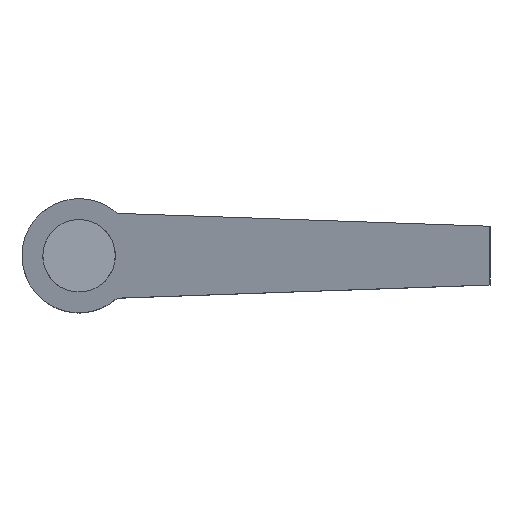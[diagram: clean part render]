
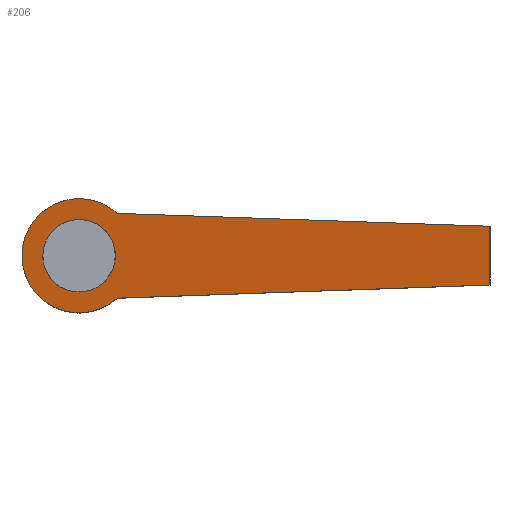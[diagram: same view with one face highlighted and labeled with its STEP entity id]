
A CAD part, top view. The second image highlights one B-rep face of the part: STEP entity #206.
In plain terms, the highlighted planar face has unit normal (-0.259, 0, 0.966).
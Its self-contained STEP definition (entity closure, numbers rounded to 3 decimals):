
#4 = VERTEX_POINT ( 'NONE', #472 ) ;
#5 =( BOUNDED_CURVE ( )  B_SPLINE_CURVE ( 3, ( #272, #368, #121, #217 ),
 .UNSPECIFIED., .F., .T. ) 
 B_SPLINE_CURVE_WITH_KNOTS ( ( 4, 4 ),
 ( 3.142, 6.283 ),
 .UNSPECIFIED. ) 
 CURVE ( )  GEOMETRIC_REPRESENTATION_ITEM ( )  RATIONAL_B_SPLINE_CURVE ( ( 1., 0.333, 0.333, 1. ) ) 
 REPRESENTATION_ITEM ( '' )  );
#10 = EDGE_CURVE ( 'NONE', #431, #332, #5, .T. ) ;
#36 = EDGE_LOOP ( 'NONE', ( #170, #645, #545, #297, #147 ) ) ;
#44 = LINE ( 'NONE', #374, #187 ) ;
#104 = CARTESIAN_POINT ( 'NONE',  ( -5.55, 11.1, 26.632 ) ) ;
#109 = DIRECTION ( 'NONE',  ( -0.965, 0.034, -0.259 ) ) ;
#115 = CARTESIAN_POINT ( 'NONE',  ( -0.693, 12.404, 27.933 ) ) ;
#121 = CARTESIAN_POINT ( 'NONE',  ( -5.55, -11.1, 26.632 ) ) ;
#135 =( BOUNDED_CURVE ( )  B_SPLINE_CURVE ( 3, ( #451, #514, #115, #160 ),
 .UNSPECIFIED., .F., .F. ) 
 B_SPLINE_CURVE_WITH_KNOTS ( ( 4, 4 ),
 ( 0., 2.304 ),
 .UNSPECIFIED. ) 
 CURVE ( )  GEOMETRIC_REPRESENTATION_ITEM ( )  RATIONAL_B_SPLINE_CURVE ( ( 1., 0.604, 0.604, 1. ) ) 
 REPRESENTATION_ITEM ( '' )  );
#141 = ORIENTED_EDGE ( 'NONE', *, *, #10, .T. ) ;
#143 = VECTOR ( 'NONE', #355, 1000. ) ;
#145 = ORIENTED_EDGE ( 'NONE', *, *, #467, .T. ) ;
#146 = CARTESIAN_POINT ( 'NONE',  ( -9.75, -9.75, 25.507 ) ) ;
#147 = ORIENTED_EDGE ( 'NONE', *, *, #488, .F. ) ;
#157 = CARTESIAN_POINT ( 'NONE',  ( 63.001, 4.505, 45. ) ) ;
#160 = CARTESIAN_POINT ( 'NONE',  ( 5.858, 6.5, 29.689 ) ) ;
#170 = ORIENTED_EDGE ( 'NONE', *, *, #483, .T. ) ;
#171 = DIRECTION ( 'NONE',  ( 0., 1., 0. ) ) ;
#180 = EDGE_LOOP ( 'NONE', ( #145, #141 ) ) ;
#187 = VECTOR ( 'NONE', #171, 1000. ) ;
#202 = CARTESIAN_POINT ( 'NONE',  ( -5.55, 0., 26.632 ) ) ;
#206 = ADVANCED_FACE ( 'NONE', ( #476, #441 ), #486, .T. ) ;
#212 = CARTESIAN_POINT ( 'NONE',  ( 5.858, -6.5, 29.689 ) ) ;
#217 = CARTESIAN_POINT ( 'NONE',  ( -5.55, 0., 26.632 ) ) ;
#269 = LINE ( 'NONE', #212, #143 ) ;
#272 = CARTESIAN_POINT ( 'NONE',  ( 5.55, 0., 29.606 ) ) ;
#276 = VERTEX_POINT ( 'NONE', #434 ) ;
#297 = ORIENTED_EDGE ( 'NONE', *, *, #530, .F. ) ;
#302 = LINE ( 'NONE', #602, #504 ) ;
#303 = CARTESIAN_POINT ( 'NONE',  ( -8.75, 0., 25.775 ) ) ;
#332 = VERTEX_POINT ( 'NONE', #491 ) ;
#355 = DIRECTION ( 'NONE',  ( 0.965, 0.034, 0.259 ) ) ;
#368 = CARTESIAN_POINT ( 'NONE',  ( 5.55, -11.1, 29.606 ) ) ;
#374 = CARTESIAN_POINT ( 'NONE',  ( 63.001, -9.75, 45. ) ) ;
#388 = DIRECTION ( 'NONE',  ( -0.259, 0., 0.966 ) ) ;
#401 = CARTESIAN_POINT ( 'NONE',  ( 5.858, 6.5, 29.689 ) ) ;
#404 = CARTESIAN_POINT ( 'NONE',  ( 5.55, 0., 29.606 ) ) ;
#421 = VERTEX_POINT ( 'NONE', #157 ) ;
#427 = EDGE_CURVE ( 'NONE', #421, #452, #302, .T. ) ;
#431 = VERTEX_POINT ( 'NONE', #404 ) ;
#434 = CARTESIAN_POINT ( 'NONE',  ( 63.001, -4.505, 45. ) ) ;
#441 = FACE_OUTER_BOUND ( 'NONE', #36, .T. ) ;
#443 = CARTESIAN_POINT ( 'NONE',  ( 5.858, -6.5, 29.689 ) ) ;
#451 = CARTESIAN_POINT ( 'NONE',  ( -8.75, 0., 25.775 ) ) ;
#452 = VERTEX_POINT ( 'NONE', #401 ) ;
#467 = EDGE_CURVE ( 'NONE', #332, #431, #601, .T. ) ;
#468 = CARTESIAN_POINT ( 'NONE',  ( -8.75, 0., 25.775 ) ) ;
#472 = CARTESIAN_POINT ( 'NONE',  ( 5.858, -6.5, 29.689 ) ) ;
#476 = FACE_BOUND ( 'NONE', #180, .T. ) ;
#483 = EDGE_CURVE ( 'NONE', #4, #276, #269, .T. ) ;
#484 =( BOUNDED_CURVE ( )  B_SPLINE_CURVE ( 3, ( #443, #553, #566, #303 ),
 .UNSPECIFIED., .F., .F. ) 
 B_SPLINE_CURVE_WITH_KNOTS ( ( 4, 4 ),
 ( 3.979, 6.283 ),
 .UNSPECIFIED. ) 
 CURVE ( )  GEOMETRIC_REPRESENTATION_ITEM ( )  RATIONAL_B_SPLINE_CURVE ( ( 1., 0.604, 0.604, 1. ) ) 
 REPRESENTATION_ITEM ( '' )  );
#486 = PLANE ( 'NONE',  #617 ) ;
#488 = EDGE_CURVE ( 'NONE', #4, #635, #484, .T. ) ;
#491 = CARTESIAN_POINT ( 'NONE',  ( -5.55, 0., 26.632 ) ) ;
#504 = VECTOR ( 'NONE', #109, 1000. ) ;
#514 = CARTESIAN_POINT ( 'NONE',  ( -8.75, 8.818, 25.775 ) ) ;
#530 = EDGE_CURVE ( 'NONE', #635, #452, #135, .T. ) ;
#545 = ORIENTED_EDGE ( 'NONE', *, *, #427, .T. ) ;
#553 = CARTESIAN_POINT ( 'NONE',  ( -0.693, -12.404, 27.933 ) ) ;
#566 = CARTESIAN_POINT ( 'NONE',  ( -8.75, -8.818, 25.775 ) ) ;
#568 = CARTESIAN_POINT ( 'NONE',  ( 5.55, 0., 29.606 ) ) ;
#599 = CARTESIAN_POINT ( 'NONE',  ( 5.55, 11.1, 29.606 ) ) ;
#601 =( BOUNDED_CURVE ( )  B_SPLINE_CURVE ( 3, ( #202, #104, #599, #568 ),
 .UNSPECIFIED., .F., .F. ) 
 B_SPLINE_CURVE_WITH_KNOTS ( ( 4, 4 ),
 ( 0., 3.142 ),
 .UNSPECIFIED. ) 
 CURVE ( )  GEOMETRIC_REPRESENTATION_ITEM ( )  RATIONAL_B_SPLINE_CURVE ( ( 1., 0.333, 0.333, 1. ) ) 
 REPRESENTATION_ITEM ( '' )  );
#602 = CARTESIAN_POINT ( 'NONE',  ( 63.001, 4.505, 45. ) ) ;
#617 = AXIS2_PLACEMENT_3D ( 'NONE', #146, #388, #647 ) ;
#635 = VERTEX_POINT ( 'NONE', #468 ) ;
#638 = EDGE_CURVE ( 'NONE', #276, #421, #44, .T. ) ;
#645 = ORIENTED_EDGE ( 'NONE', *, *, #638, .T. ) ;
#647 = DIRECTION ( 'NONE',  ( 0.966, 0., 0.259 ) ) ;
